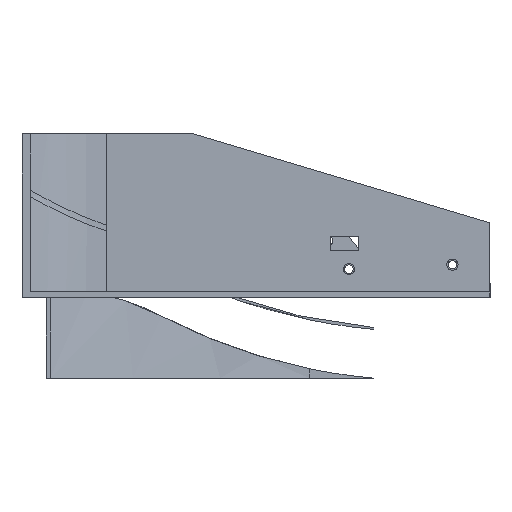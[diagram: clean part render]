
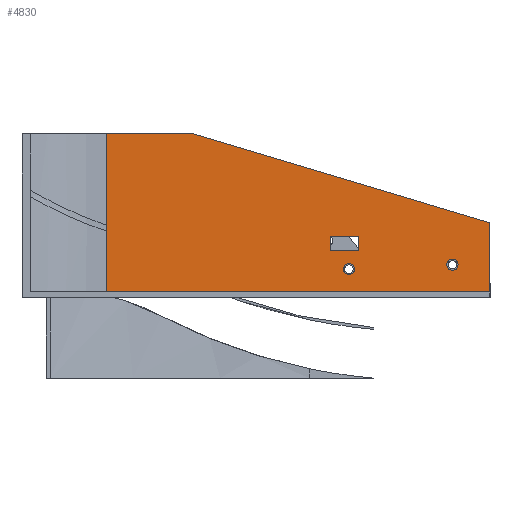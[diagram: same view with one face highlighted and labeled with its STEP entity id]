
A CAD part, front view. The second image highlights one B-rep face of the part: STEP entity #4830.
In plain terms, the highlighted face is planar.
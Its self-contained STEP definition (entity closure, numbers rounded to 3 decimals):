
#253=FACE_BOUND('',#866,.T.);
#254=FACE_BOUND('',#867,.T.);
#255=FACE_BOUND('',#868,.T.);
#326=PLANE('',#5663);
#565=FACE_OUTER_BOUND('',#865,.T.);
#865=EDGE_LOOP('',(#4218,#4219,#4220,#4221,#4222,#4223,#4224));
#866=EDGE_LOOP('',(#4225,#4226,#4227,#4228));
#867=EDGE_LOOP('',(#4229));
#868=EDGE_LOOP('',(#4230));
#1204=LINE('',#8585,#1574);
#1208=LINE('',#8592,#1578);
#1211=LINE('',#8598,#1581);
#1213=LINE('',#8601,#1583);
#1216=LINE('',#8659,#1586);
#1218=LINE('',#8678,#1588);
#1219=LINE('',#8680,#1589);
#1220=LINE('',#8682,#1590);
#1221=LINE('',#8684,#1591);
#1222=LINE('',#8686,#1592);
#1223=LINE('',#8687,#1593);
#1574=VECTOR('',#6983,10.);
#1578=VECTOR('',#6989,10.);
#1581=VECTOR('',#6994,10.);
#1583=VECTOR('',#6998,10.);
#1586=VECTOR('',#7013,10.);
#1588=VECTOR('',#7017,10.);
#1589=VECTOR('',#7018,10.);
#1590=VECTOR('',#7019,10.);
#1591=VECTOR('',#7020,10.);
#1592=VECTOR('',#7021,10.);
#1593=VECTOR('',#7022,10.);
#1926=CIRCLE('',#5658,6.);
#1928=CIRCLE('',#5661,6.);
#2322=VERTEX_POINT('',#8582);
#2323=VERTEX_POINT('',#8584);
#2325=VERTEX_POINT('',#8590);
#2327=VERTEX_POINT('',#8596);
#2328=VERTEX_POINT('',#8603);
#2330=VERTEX_POINT('',#8609);
#2333=VERTEX_POINT('',#8643);
#2334=VERTEX_POINT('',#8658);
#2336=VERTEX_POINT('',#8677);
#2337=VERTEX_POINT('',#8679);
#2338=VERTEX_POINT('',#8681);
#2339=VERTEX_POINT('',#8683);
#2340=VERTEX_POINT('',#8685);
#2960=EDGE_CURVE('',#2322,#2323,#1204,.T.);
#2964=EDGE_CURVE('',#2325,#2322,#1208,.T.);
#2967=EDGE_CURVE('',#2327,#2325,#1211,.T.);
#2969=EDGE_CURVE('',#2323,#2327,#1213,.T.);
#2970=EDGE_CURVE('',#2328,#2328,#1926,.T.);
#2973=EDGE_CURVE('',#2330,#2330,#1928,.T.);
#2977=EDGE_CURVE('',#2334,#2333,#1216,.T.);
#2980=EDGE_CURVE('',#2333,#2336,#1218,.T.);
#2981=EDGE_CURVE('',#2337,#2336,#1219,.T.);
#2982=EDGE_CURVE('',#2337,#2338,#1220,.T.);
#2983=EDGE_CURVE('',#2339,#2338,#1221,.T.);
#2984=EDGE_CURVE('',#2340,#2339,#1222,.T.);
#2985=EDGE_CURVE('',#2340,#2334,#1223,.T.);
#4218=ORIENTED_EDGE('',*,*,#2977,.T.);
#4219=ORIENTED_EDGE('',*,*,#2980,.T.);
#4220=ORIENTED_EDGE('',*,*,#2981,.F.);
#4221=ORIENTED_EDGE('',*,*,#2982,.T.);
#4222=ORIENTED_EDGE('',*,*,#2983,.F.);
#4223=ORIENTED_EDGE('',*,*,#2984,.F.);
#4224=ORIENTED_EDGE('',*,*,#2985,.T.);
#4225=ORIENTED_EDGE('',*,*,#2967,.F.);
#4226=ORIENTED_EDGE('',*,*,#2969,.F.);
#4227=ORIENTED_EDGE('',*,*,#2960,.F.);
#4228=ORIENTED_EDGE('',*,*,#2964,.F.);
#4229=ORIENTED_EDGE('',*,*,#2970,.F.);
#4230=ORIENTED_EDGE('',*,*,#2973,.F.);
#4830=ADVANCED_FACE('',(#565,#253,#254,#255),#326,.T.);
#5658=AXIS2_PLACEMENT_3D('',#8604,#7001,#7002);
#5661=AXIS2_PLACEMENT_3D('',#8610,#7008,#7009);
#5663=AXIS2_PLACEMENT_3D('',#8676,#7015,#7016);
#6983=DIRECTION('',(0.,0.,1.));
#6989=DIRECTION('',(-1.,0.,0.));
#6994=DIRECTION('',(0.,0.,-1.));
#6998=DIRECTION('',(1.,0.,0.));
#7001=DIRECTION('center_axis',(0.,1.,0.));
#7002=DIRECTION('ref_axis',(-1.,0.,0.));
#7008=DIRECTION('center_axis',(0.,1.,0.));
#7009=DIRECTION('ref_axis',(-1.,0.,0.));
#7013=DIRECTION('',(0.,0.,1.));
#7015=DIRECTION('center_axis',(0.,1.,0.));
#7016=DIRECTION('ref_axis',(-1.,0.,0.));
#7017=DIRECTION('',(0.,0.,1.));
#7018=DIRECTION('',(-1.,0.,0.));
#7019=DIRECTION('',(0.,0.,-1.));
#7020=DIRECTION('',(0.958,0.,0.287));
#7021=DIRECTION('',(1.,0.,0.));
#7022=DIRECTION('',(0.,0.,1.));
#8582=CARTESIAN_POINT('',(80.,6.,35.));
#8584=CARTESIAN_POINT('',(80.,6.,50.));
#8585=CARTESIAN_POINT('',(80.,6.,-32.5));
#8590=CARTESIAN_POINT('',(110.,6.,35.));
#8592=CARTESIAN_POINT('',(180.,6.,35.));
#8596=CARTESIAN_POINT('',(110.,6.,50.));
#8598=CARTESIAN_POINT('',(110.,6.,-25.));
#8601=CARTESIAN_POINT('',(165.,6.,50.));
#8603=CARTESIAN_POINT('',(215.891,6.,64.858));
#8604=CARTESIAN_POINT('Origin',(209.891,6.,64.858));
#8609=CARTESIAN_POINT('',(105.293,6.,69.574));
#8610=CARTESIAN_POINT('Origin',(99.293,6.,69.574));
#8643=CARTESIAN_POINT('',(-160.,6.,28.991));
#8658=CARTESIAN_POINT('',(-160.,6.,22.635));
#8659=CARTESIAN_POINT('',(-160.,6.,-75.));
#8676=CARTESIAN_POINT('Origin',(250.,6.,-100.));
#8677=CARTESIAN_POINT('',(-160.,6.,94.));
#8678=CARTESIAN_POINT('',(-160.,6.,-100.));
#8679=CARTESIAN_POINT('',(250.,6.,94.));
#8680=CARTESIAN_POINT('',(130.812,6.,94.));
#8681=CARTESIAN_POINT('',(250.,6.,20.));
#8682=CARTESIAN_POINT('',(250.,6.,-100.));
#8683=CARTESIAN_POINT('',(-66.667,6.,-75.));
#8684=CARTESIAN_POINT('',(33.486,6.,-44.954));
#8685=CARTESIAN_POINT('',(-160.,6.,-75.));
#8686=CARTESIAN_POINT('',(125.,6.,-75.));
#8687=CARTESIAN_POINT('',(-160.,6.,-100.));
